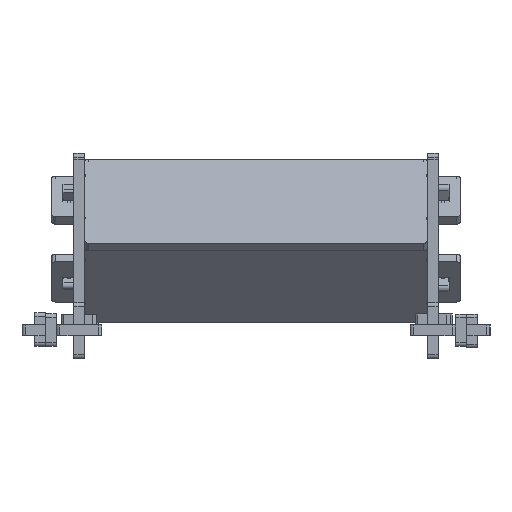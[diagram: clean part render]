
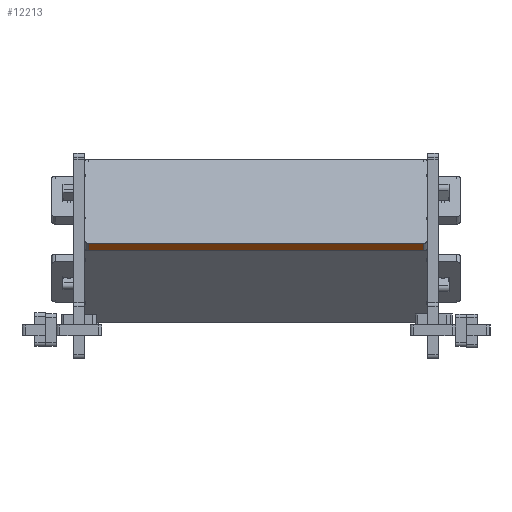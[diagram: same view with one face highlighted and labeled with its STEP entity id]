
A CAD part, front view. The second image highlights one B-rep face of the part: STEP entity #12213.
In plain terms, the highlighted face is planar.
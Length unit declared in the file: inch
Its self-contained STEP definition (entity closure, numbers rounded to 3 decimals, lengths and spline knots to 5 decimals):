
#327 = DIRECTION ( 'NONE',  ( 1., 0., 0. ) ) ;
#565 = CARTESIAN_POINT ( 'NONE',  ( -11.81102, -4.09449, 0.37402 ) ) ;
#645 = DIRECTION ( 'NONE',  ( 0., 0., 1. ) ) ;
#1239 = EDGE_CURVE ( 'NONE', #13587, #6476, #7923, .T. ) ;
#1423 = VECTOR ( 'NONE', #4725, 39.37008 ) ;
#1635 = PLANE ( 'NONE',  #10115 ) ;
#1760 = ORIENTED_EDGE ( 'NONE', *, *, #9390, .T. ) ;
#2386 = EDGE_LOOP ( 'NONE', ( #10832, #10238, #4528, #1760 ) ) ;
#2529 = CARTESIAN_POINT ( 'NONE',  ( -11.81102, -4.09449, -0.37402 ) ) ;
#2896 = EDGE_CURVE ( 'NONE', #11489, #8467, #9381, .T. ) ;
#2905 = FACE_OUTER_BOUND ( 'NONE', #2386, .T. ) ;
#2908 = LINE ( 'NONE', #5103, #13404 ) ;
#2998 = CARTESIAN_POINT ( 'NONE',  ( -11.56102, -4.09449, 0.37402 ) ) ;
#3766 = CARTESIAN_POINT ( 'NONE',  ( 11.56102, -4.09449, 0.37402 ) ) ;
#4339 = VECTOR ( 'NONE', #12414, 39.37008 ) ;
#4528 = ORIENTED_EDGE ( 'NONE', *, *, #1239, .F. ) ;
#4555 = EDGE_CURVE ( 'NONE', #8467, #6476, #2908, .T. ) ;
#4725 = DIRECTION ( 'NONE',  ( 0., 0., -1. ) ) ;
#5103 = CARTESIAN_POINT ( 'NONE',  ( 11.56102, -4.09449, 0.37402 ) ) ;
#5335 = LINE ( 'NONE', #11228, #1423 ) ;
#6476 = VERTEX_POINT ( 'NONE', #3766 ) ;
#6633 = CARTESIAN_POINT ( 'NONE',  ( -11.81102, -4.09449, 0.37402 ) ) ;
#7923 = LINE ( 'NONE', #6633, #4339 ) ;
#8467 = VERTEX_POINT ( 'NONE', #9397 ) ;
#9381 = LINE ( 'NONE', #2529, #11778 ) ;
#9390 = EDGE_CURVE ( 'NONE', #13587, #11489, #5335, .T. ) ;
#9397 = CARTESIAN_POINT ( 'NONE',  ( 11.56102, -4.09449, -0.37402 ) ) ;
#10115 = AXIS2_PLACEMENT_3D ( 'NONE', #565, #11512, #645 ) ;
#10238 = ORIENTED_EDGE ( 'NONE', *, *, #4555, .T. ) ;
#10832 = ORIENTED_EDGE ( 'NONE', *, *, #2896, .T. ) ;
#11228 = CARTESIAN_POINT ( 'NONE',  ( -11.56102, -4.09449, 0.37402 ) ) ;
#11489 = VERTEX_POINT ( 'NONE', #11578 ) ;
#11512 = DIRECTION ( 'NONE',  ( 0., 1., 0. ) ) ;
#11578 = CARTESIAN_POINT ( 'NONE',  ( -11.56102, -4.09449, -0.37402 ) ) ;
#11778 = VECTOR ( 'NONE', #327, 39.37008 ) ;
#12213 = ADVANCED_FACE ( 'NONE', ( #2905 ), #1635, .F. ) ;
#12414 = DIRECTION ( 'NONE',  ( 1., 0., 0. ) ) ;
#12637 = DIRECTION ( 'NONE',  ( 0., 0., 1. ) ) ;
#13404 = VECTOR ( 'NONE', #12637, 39.37008 ) ;
#13587 = VERTEX_POINT ( 'NONE', #2998 ) ;
